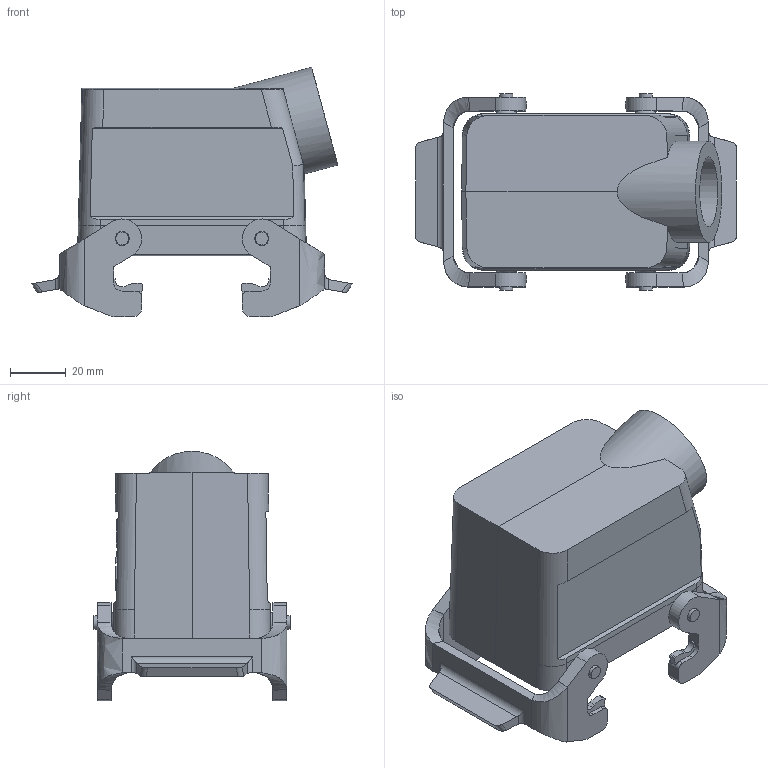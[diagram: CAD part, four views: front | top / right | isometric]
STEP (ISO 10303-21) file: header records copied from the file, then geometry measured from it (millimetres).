
FILE_DESCRIPTION(/* description */ (''),/* implementation_level */ '2;1');
FILE_NAME(/* name */ '100614928ugm000_d.stp',/* time_stamp */ '2019-07-08T07:53:15+02:00',/* author */ (''),/* organization */ (''),/* preprocessor_version */ 'ST-DEVELOPER v16.7',/* originating_system */ 'SIEMENS PLM Software NX 12.0',/* authorisation */ '');
FILE_SCHEMA (('AUTOMOTIVE_DESIGN { 1 0 10303 214 3 1 1 1 }'));
Length unit declared in the file: millimetre
Products named in the file (1): 100614928ugm000_d
Bounding box: 114.82 x 70.2 x 89.31 mm (x, y, z)
Volume: 92576.2 mm3; surface area: 54468.1 mm2
Topology: 3 solids, 3 shells, 417 faces, 1140 edges, 751 vertices
Faces by surface type: plane 259, cylinder 102, bspline 40, cone 16
Full cylindrical faces by diameter (mm): 3 x8, 5.1 x4, 21 x1, 25 x1, 36.25 x1
Entity records: 15643 total; most frequent: CARTESIAN_POINT 4357, ORIENTED_EDGE 2168, DIRECTION 1996, EDGE_CURVE 1084, LINE 760, VECTOR 760, VERTEX_POINT 735, AXIS2_PLACEMENT_3D 618
